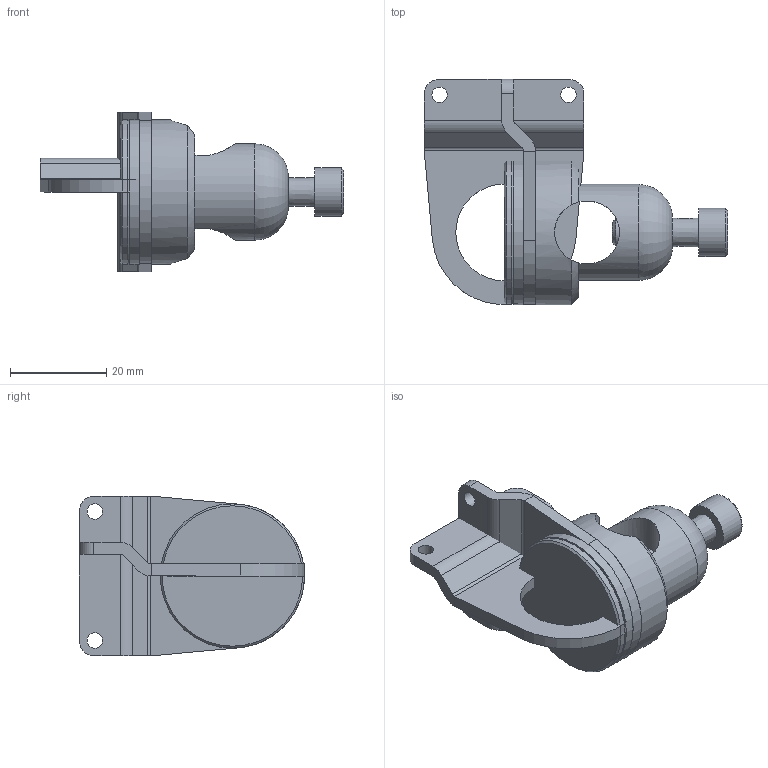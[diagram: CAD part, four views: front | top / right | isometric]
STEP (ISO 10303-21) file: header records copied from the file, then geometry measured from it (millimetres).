
FILE_DESCRIPTION( ( 'Unknown' ), '1' );
FILE_NAME( 'WKS12xx_Assembly.stp', 'Unknown', ( 'Unknown' ), ( 'Unknown' ), 'XStep 1.0', 'Unknown', ' ' );
FILE_SCHEMA( ( 'CONFIG_CONTROL_DESIGN' ) );
Length unit declared in the file: millimetre
Products named in the file (3): 1; 2; Assem1
Bounding box: 63.1 x 46.8 x 33.2 mm (x, y, z)
Volume: 30736.6 mm3; surface area: 17192.9 mm2
Topology: 4 solids, 4 shells, 126 faces, 306 edges, 200 vertices
Faces by surface type: plane 62, cylinder 46, cone 16, torus 2
Full cylindrical faces by diameter (mm): 3.2 x4, 10 x2, 20 x4, 20.1 x2, 21 x2, 30 x6
Entity records: 2210 total; most frequent: CARTESIAN_POINT 663, DIRECTION 296, ORIENTED_EDGE 262, EDGE_CURVE 131, AXIS2_PLACEMENT_3D 116, VERTEX_POINT 95, EDGE_LOOP 94, FACE_OUTER_BOUND 74
